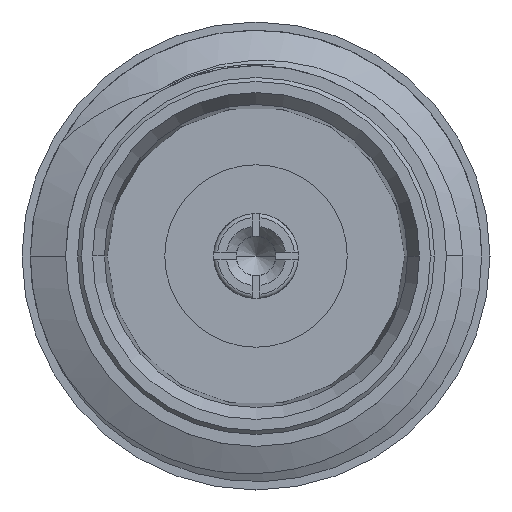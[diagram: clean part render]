
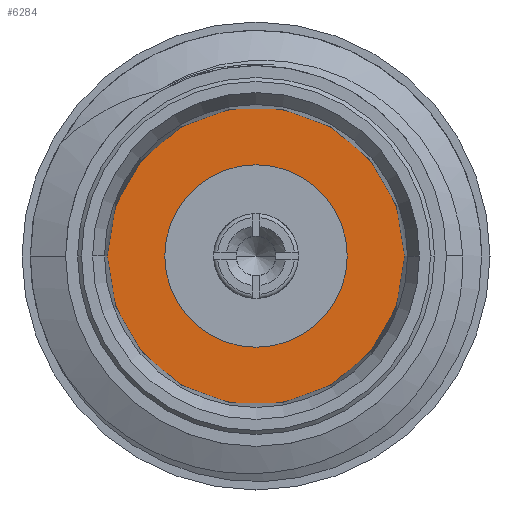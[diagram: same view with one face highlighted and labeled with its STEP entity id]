
A CAD part, left-side view. The second image highlights one B-rep face of the part: STEP entity #6284.
In plain terms, the highlighted planar face has unit normal (-1, 0, 0).
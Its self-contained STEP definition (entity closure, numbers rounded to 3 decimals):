
#40 = EDGE_CURVE ( 'NONE', #11069, #3219, #910, .T. ) ;
#910 = CIRCLE ( 'NONE', #8650, 2.3 ) ;
#1536 = FACE_OUTER_BOUND ( 'NONE', #11260, .T. ) ;
#1651 = PLANE ( 'NONE',  #14318 ) ;
#2635 = AXIS2_PLACEMENT_3D ( 'NONE', #12450, #12401, #12344 ) ;
#3219 = VERTEX_POINT ( 'NONE', #15022 ) ;
#3455 = CARTESIAN_POINT ( 'NONE',  ( -4., 3.75, 0. ) ) ;
#3960 = EDGE_CURVE ( 'NONE', #14968, #11053, #9946, .T. ) ;
#4243 = CARTESIAN_POINT ( 'NONE',  ( -4., 0., 0. ) ) ;
#4280 = DIRECTION ( 'NONE',  ( -1., 0., 0. ) ) ;
#4298 = DIRECTION ( 'NONE',  ( 0., -1., 0. ) ) ;
#4304 = CARTESIAN_POINT ( 'NONE',  ( -4., 0., 0. ) ) ;
#4494 = EDGE_CURVE ( 'NONE', #3219, #11069, #9815, .T. ) ;
#5447 = DIRECTION ( 'NONE',  ( 0., -1., 0. ) ) ;
#5897 = CARTESIAN_POINT ( 'NONE',  ( -4., -3.75, 0. ) ) ;
#6284 = ADVANCED_FACE ( 'NONE', ( #1536, #8081 ), #1651, .T. ) ;
#7627 = ORIENTED_EDGE ( 'NONE', *, *, #10520, .T. ) ;
#7850 = ORIENTED_EDGE ( 'NONE', *, *, #3960, .T. ) ;
#8081 = FACE_BOUND ( 'NONE', #13180, .T. ) ;
#8089 = AXIS2_PLACEMENT_3D ( 'NONE', #12281, #12297, #12326 ) ;
#8197 = ORIENTED_EDGE ( 'NONE', *, *, #4494, .F. ) ;
#8363 = ORIENTED_EDGE ( 'NONE', *, *, #40, .F. ) ;
#8650 = AXIS2_PLACEMENT_3D ( 'NONE', #4243, #4280, #4298 ) ;
#9815 = CIRCLE ( 'NONE', #2635, 2.3 ) ;
#9946 = CIRCLE ( 'NONE', #8089, 3.75 ) ;
#10520 = EDGE_CURVE ( 'NONE', #11053, #14968, #13493, .T. ) ;
#11053 = VERTEX_POINT ( 'NONE', #5897 ) ;
#11069 = VERTEX_POINT ( 'NONE', #15144 ) ;
#11092 = AXIS2_PLACEMENT_3D ( 'NONE', #4304, #12465, #5447 ) ;
#11260 = EDGE_LOOP ( 'NONE', ( #7627, #7850 ) ) ;
#12281 = CARTESIAN_POINT ( 'NONE',  ( -4., 0., 0. ) ) ;
#12297 = DIRECTION ( 'NONE',  ( -1., 0., 0. ) ) ;
#12326 = DIRECTION ( 'NONE',  ( 0., -1., 0. ) ) ;
#12344 = DIRECTION ( 'NONE',  ( 0., -1., 0. ) ) ;
#12401 = DIRECTION ( 'NONE',  ( -1., 0., 0. ) ) ;
#12450 = CARTESIAN_POINT ( 'NONE',  ( -4., 0., 0. ) ) ;
#12465 = DIRECTION ( 'NONE',  ( -1., 0., 0. ) ) ;
#13180 = EDGE_LOOP ( 'NONE', ( #8197, #8363 ) ) ;
#13493 = CIRCLE ( 'NONE', #11092, 3.75 ) ;
#14056 = DIRECTION ( 'NONE',  ( 0., -1., 0. ) ) ;
#14095 = DIRECTION ( 'NONE',  ( -1., 0., 0. ) ) ;
#14141 = CARTESIAN_POINT ( 'NONE',  ( -4., 0., 0. ) ) ;
#14318 = AXIS2_PLACEMENT_3D ( 'NONE', #14141, #14095, #14056 ) ;
#14968 = VERTEX_POINT ( 'NONE', #3455 ) ;
#15022 = CARTESIAN_POINT ( 'NONE',  ( -4., -2.3, 0. ) ) ;
#15144 = CARTESIAN_POINT ( 'NONE',  ( -4., 2.3, 0. ) ) ;
